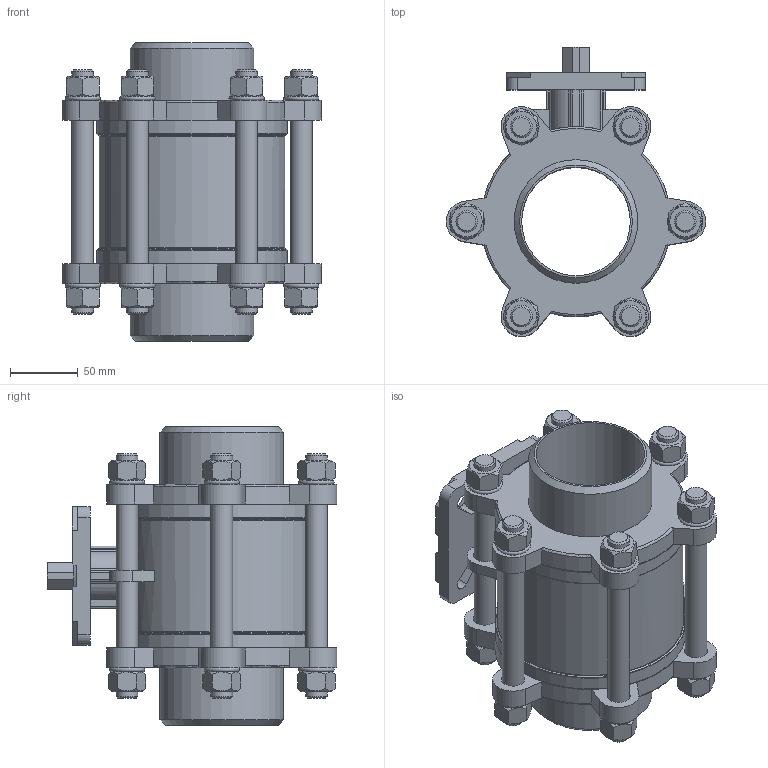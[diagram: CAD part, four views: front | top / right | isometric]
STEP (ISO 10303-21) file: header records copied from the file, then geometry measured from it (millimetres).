
FILE_DESCRIPTION(/* description */ ('STEP AP214'),/* implementation_level */ '2;1');
FILE_NAME(/* name */ '1686704_VZBA-3-WW-63-T-22-F0710-V4V4T',/* time_stamp */ '2024-09-18T00:31:20+02:00',/* author */ ('License CC BY-ND 4.0'),/* organization */ ('CADENAS'),/* preprocessor_version */ 'ST-DEVELOPER v19.3',/* originating_system */ 'PARTsolutions',/* authorisation */ ' ');
FILE_SCHEMA (('AUTOMOTIVE_DESIGN {1 0 10303 214 3 1 1}'));
Length unit declared in the file: millimetre
Products named in the file (1): 1686704 VZBA-3''-WW-63-T-22-F0710-V4V4T
Bounding box: 190.9 x 213.19 x 220 mm (x, y, z)
Volume: 1996048 mm3; surface area: 286609.1 mm2
Topology: 1 solids, 1 shells, 385 faces, 984 edges, 645 vertices
Faces by surface type: plane 207, cylinder 103, cone 47, torus 28
Full cylindrical faces by diameter (mm): 16 x18, 17 x14, 23.5 x1, 80 x1, 91 x2, 137 x1, 140 x1
Entity records: 11759 total; most frequent: CARTESIAN_POINT 3066, ORIENTED_EDGE 1712, DIRECTION 1706, EDGE_CURVE 856, AXIS2_PLACEMENT_3D 662, VERTEX_POINT 613, EDGE_LOOP 551, FACE_BOUND 551
